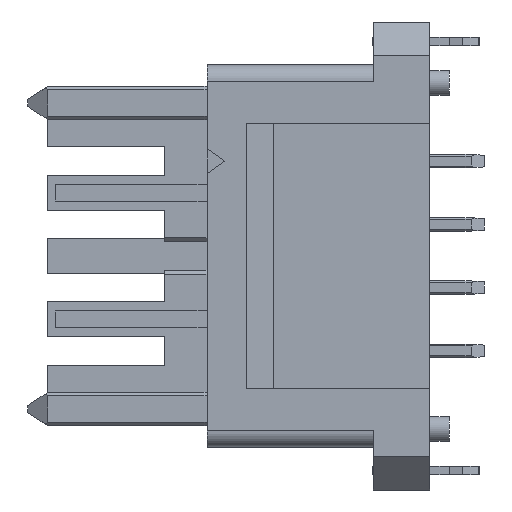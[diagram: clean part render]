
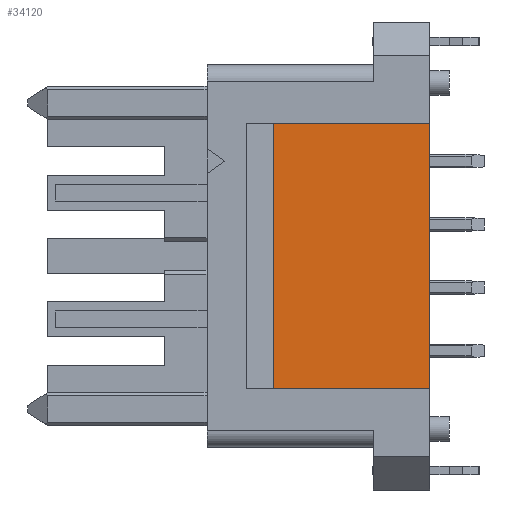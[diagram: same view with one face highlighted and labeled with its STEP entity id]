
A CAD part, left-side view. The second image highlights one B-rep face of the part: STEP entity #34120.
In plain terms, the highlighted planar face has unit normal (-1, 0, 0).
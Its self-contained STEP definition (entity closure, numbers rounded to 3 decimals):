
#18630=CARTESIAN_POINT('',(-9.923,3.281,-45.907)
);
#18640=VERTEX_POINT('',#18630);
#18790=CARTESIAN_POINT('',(-9.923,12.681,-45.907));
#18800=VERTEX_POINT('',#18790);
#18830=CARTESIAN_POINT('',(-9.923,23.781,-45.907));
#18840=DIRECTION('',(0.,-1.,0.));
#18850=VECTOR('',#18840,1.);
#18860=LINE('',#18830,#18850);
#18870=EDGE_CURVE('',#18800,#18640,#18860,.T.);
#19650=CARTESIAN_POINT('',(-9.923,12.681,-29.918));
#19660=VERTEX_POINT('',#19650);
#19710=CARTESIAN_POINT('',(-9.923,12.681,-62.388));
#19720=DIRECTION('',(0.,0.,1.));
#19730=VECTOR('',#19720,1.);
#19740=LINE('',#19710,#19730);
#19750=EDGE_CURVE('',#18800,#19660,#19740,.T.);
#22110=CARTESIAN_POINT('',(-9.923,3.281,-66.198));
#22120=DIRECTION('',(0.,0.,1.));
#22130=VECTOR('',#22120,1.);
#22140=LINE('',#22110,#22130);
#22150=CARTESIAN_POINT('',(-9.923,3.281,-29.918));
#22160=VERTEX_POINT('',#22150);
#22170=EDGE_CURVE('',#18640,#22160,#22140,.T.);
#33960=CARTESIAN_POINT('',(-9.923,3.281,-38.318));
#33970=DIRECTION('',(-1.,0.,0.));
#33980=DIRECTION('',(0.,0.,1.));
#33990=AXIS2_PLACEMENT_3D('',#33960,#33970,#33980);
#34000=PLANE('',#33990);
#34010=ORIENTED_EDGE('',*,*,#19750,.F.);
#34020=CARTESIAN_POINT('',(-9.923,23.781,-29.918));
#34030=DIRECTION('',(0.,1.,0.));
#34040=VECTOR('',#34030,1.);
#34050=LINE('',#34020,#34040);
#34060=EDGE_CURVE('',#22160,#19660,#34050,.T.);
#34070=ORIENTED_EDGE('',*,*,#34060,.T.);
#34080=ORIENTED_EDGE('',*,*,#22170,.T.);
#34090=ORIENTED_EDGE('',*,*,#18870,.T.);
#34100=EDGE_LOOP('',(#34090,#34080,#34070,#34010));
#34110=FACE_OUTER_BOUND('',#34100,.T.);
#34120=ADVANCED_FACE('',(#34110),#34000,.T.);
